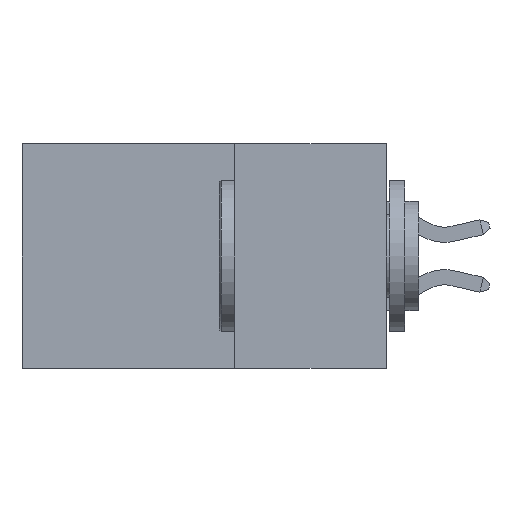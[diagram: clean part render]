
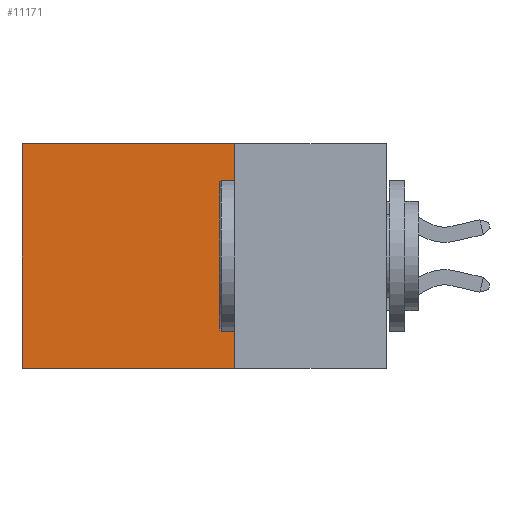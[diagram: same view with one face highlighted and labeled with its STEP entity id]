
A CAD part, left-side view. The second image highlights one B-rep face of the part: STEP entity #11171.
In plain terms, the highlighted planar face has unit normal (-1, 0, 0).
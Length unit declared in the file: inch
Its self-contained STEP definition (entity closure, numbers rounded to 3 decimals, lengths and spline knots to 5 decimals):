
#133 = DIRECTION ( 'NONE',  ( 1., 0., 0. ) ) ;
#616 = LINE ( 'NONE', #9904, #3344 ) ;
#961 = CARTESIAN_POINT ( 'NONE',  ( 0.2615, 0.6, -0.37 ) ) ;
#1184 = VECTOR ( 'NONE', #12653, 39.37008 ) ;
#3344 = VECTOR ( 'NONE', #6709, 39.37008 ) ;
#3442 = DIRECTION ( 'NONE',  ( 0., 0., -1. ) ) ;
#3462 = CARTESIAN_POINT ( 'NONE',  ( 0.2615, 0.6, 0. ) ) ;
#5538 = LINE ( 'NONE', #9769, #14557 ) ;
#5937 = ORIENTED_EDGE ( 'NONE', *, *, #12187, .T. ) ;
#6113 = CARTESIAN_POINT ( 'NONE',  ( 0.2615, 0.25, -0.37 ) ) ;
#6385 = LINE ( 'NONE', #12464, #8623 ) ;
#6709 = DIRECTION ( 'NONE',  ( 0., 1., 0. ) ) ;
#7121 = ORIENTED_EDGE ( 'NONE', *, *, #12786, .F. ) ;
#7641 = PLANE ( 'NONE',  #13374 ) ;
#8623 = VECTOR ( 'NONE', #10972, 39.37008 ) ;
#9246 = CARTESIAN_POINT ( 'NONE',  ( 0.2615, 0.25, -0.37 ) ) ;
#9475 = VERTEX_POINT ( 'NONE', #3462 ) ;
#9769 = CARTESIAN_POINT ( 'NONE',  ( 0.2615, 0.6, -0.37 ) ) ;
#9904 = CARTESIAN_POINT ( 'NONE',  ( 0.2615, 0.25, -0.37 ) ) ;
#10849 = CARTESIAN_POINT ( 'NONE',  ( 0.2615, 0.25, 0. ) ) ;
#10972 = DIRECTION ( 'NONE',  ( 0., 1., 0. ) ) ;
#11171 = ADVANCED_FACE ( 'NONE', ( #15227 ), #7641, .F. ) ;
#11349 = ORIENTED_EDGE ( 'NONE', *, *, #18069, .T. ) ;
#12131 = EDGE_LOOP ( 'NONE', ( #11349, #7121, #16321, #5937 ) ) ;
#12187 = EDGE_CURVE ( 'NONE', #16564, #9475, #6385, .T. ) ;
#12457 = LINE ( 'NONE', #17040, #1184 ) ;
#12464 = CARTESIAN_POINT ( 'NONE',  ( 0.2615, 0.25, 0. ) ) ;
#12653 = DIRECTION ( 'NONE',  ( 0., 0., -1. ) ) ;
#12786 = EDGE_CURVE ( 'NONE', #18769, #19368, #616, .T. ) ;
#13374 = AXIS2_PLACEMENT_3D ( 'NONE', #9246, #133, #3442 ) ;
#14557 = VECTOR ( 'NONE', #15845, 39.37008 ) ;
#15227 = FACE_OUTER_BOUND ( 'NONE', #12131, .T. ) ;
#15845 = DIRECTION ( 'NONE',  ( 0., 0., -1. ) ) ;
#16321 = ORIENTED_EDGE ( 'NONE', *, *, #19234, .F. ) ;
#16564 = VERTEX_POINT ( 'NONE', #10849 ) ;
#17040 = CARTESIAN_POINT ( 'NONE',  ( 0.2615, 0.25, -0.37 ) ) ;
#18069 = EDGE_CURVE ( 'NONE', #9475, #19368, #5538, .T. ) ;
#18769 = VERTEX_POINT ( 'NONE', #6113 ) ;
#19234 = EDGE_CURVE ( 'NONE', #16564, #18769, #12457, .T. ) ;
#19368 = VERTEX_POINT ( 'NONE', #961 ) ;
